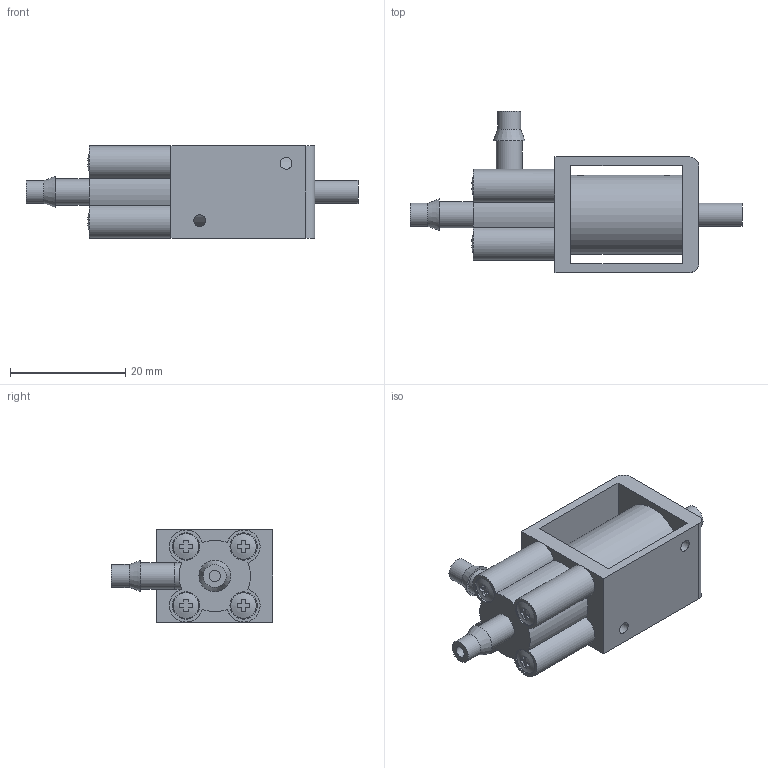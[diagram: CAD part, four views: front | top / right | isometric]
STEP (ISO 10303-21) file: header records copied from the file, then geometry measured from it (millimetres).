
FILE_DESCRIPTION(('FreeCAD Model'),'2;1');
FILE_NAME('Open CASCADE Shape Model','2024-02-26T11:31:41',(''),(''), 'Open CASCADE STEP processor 7.6','FreeCAD','Unknown');
FILE_SCHEMA(('AUTOMOTIVE_DESIGN { 1 0 10303 214 1 1 1 1 }'));
Length unit declared in the file: millimetre
Products named in the file (1): Hole
Bounding box: 57.7 x 28.02 x 16 mm (x, y, z)
Volume: 8737.7 mm3; surface area: 5079.4 mm2
Topology: 1 solids, 1 shells, 127 faces, 313 edges, 204 vertices
Faces by surface type: plane 85, cylinder 34, cone 4, sphere 4
Full cylindrical faces by diameter (mm): 1.87 x1, 2 x3, 2.05 x2, 2.6 x2, 4 x3, 4.466 x4, 4.55 x3, 4.75 x4, 13.75 x1
Entity records: 4230 total; most frequent: CARTESIAN_POINT 1066, DIRECTION 689, ORIENTED_EDGE 622, EDGE_CURVE 311, AXIS2_PLACEMENT_3D 256, VERTEX_POINT 204, LINE 177, VECTOR 177
